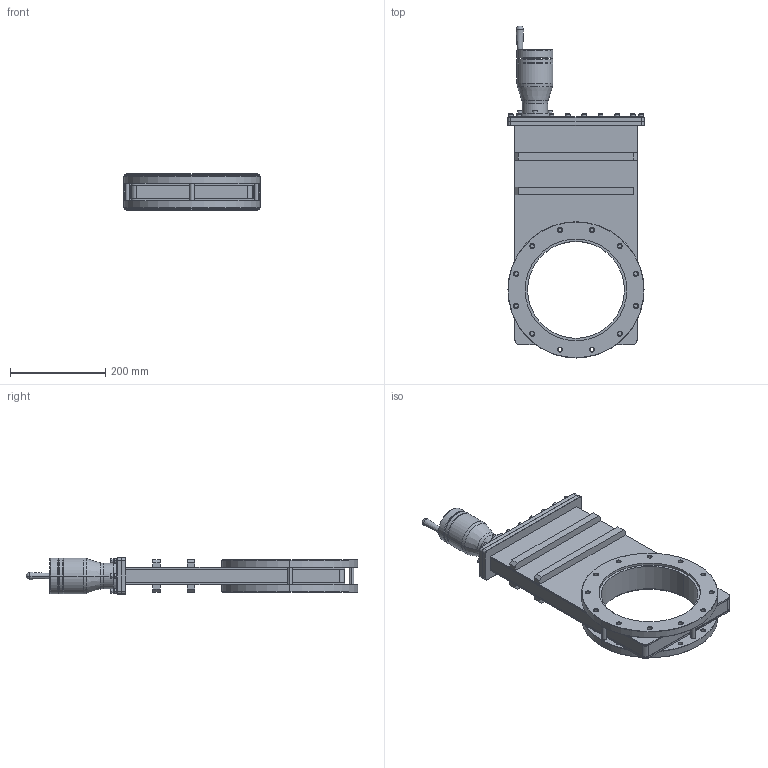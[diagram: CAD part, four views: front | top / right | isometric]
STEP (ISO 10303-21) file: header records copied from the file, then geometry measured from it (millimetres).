
FILE_DESCRIPTION((''),'2;1');
FILE_NAME('11110-0803','2011-02-01T',('jd'),(''),'PRO/ENGINEER BY PARAMETRIC TECHNOLOGY CORPORATION, 2010280','PRO/ENGINEER BY PARAMETRIC TECHNOLOGY CORPORATION, 2010280','');
FILE_SCHEMA(('CONFIG_CONTROL_DESIGN'));
Length unit declared in the file: inch
Products named in the file (1): 11110-0803
Bounding box: 285.75 x 696.57 x 75.95 mm (x, y, z)
Volume: 5173066.3 mm3; surface area: 461033.5 mm2
Topology: 1 solids, 25 shells, 605 faces, 1468 edges, 930 vertices
Faces by surface type: plane 289, cylinder 178, cone 124, torus 10, bspline 2, sphere 2
Entity records: 18013 total; most frequent: CARTESIAN_POINT 3444, DIRECTION 3182, ORIENTED_EDGE 2804, EDGE_CURVE 1466, AXIS2_PLACEMENT_3D 1154, VERTEX_POINT 930, VECTOR 874, LINE 874
